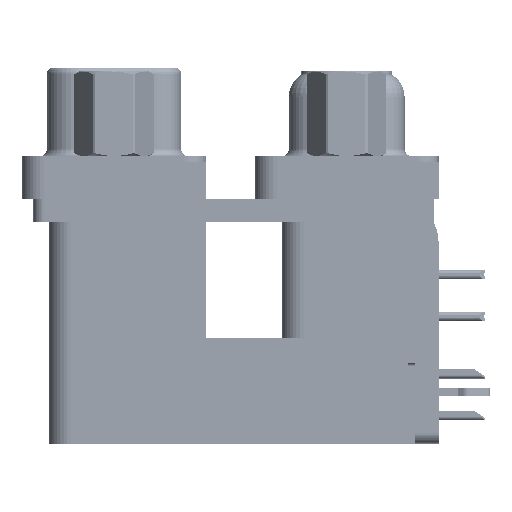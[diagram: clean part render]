
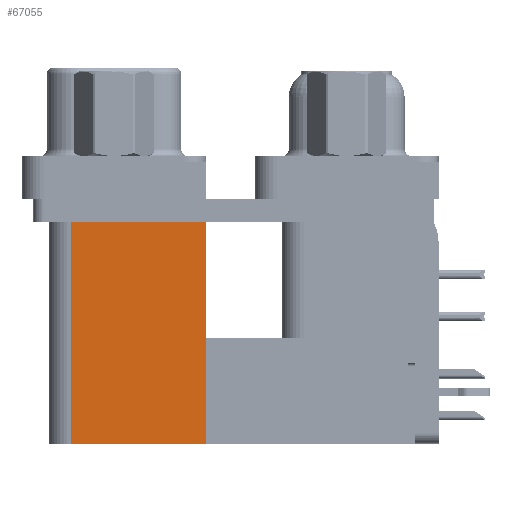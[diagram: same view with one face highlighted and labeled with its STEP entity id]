
A CAD part, left-side view. The second image highlights one B-rep face of the part: STEP entity #67055.
In plain terms, the highlighted planar face has unit normal (-1, 0, 0).
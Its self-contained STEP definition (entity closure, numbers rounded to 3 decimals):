
#5957 = AXIS2_PLACEMENT_3D ( 'NONE', #48187, #31263, #59876 ) ;
#6063 = CARTESIAN_POINT ( 'NONE',  ( 3.79, 18.8, -19.2 ) ) ;
#11342 = CARTESIAN_POINT ( 'NONE',  ( 3.79, 18.8, -2.5 ) ) ;
#14181 = DIRECTION ( 'NONE',  ( 0., 0., 1. ) ) ;
#17459 = ORIENTED_EDGE ( 'NONE', *, *, #41804, .T. ) ;
#17608 = DIRECTION ( 'NONE',  ( 0., 1., 0. ) ) ;
#17697 = CARTESIAN_POINT ( 'NONE',  ( 3.79, 9.6, -19.2 ) ) ;
#22000 = EDGE_CURVE ( 'NONE', #27253, #47003, #51583, .T. ) ;
#23189 = VERTEX_POINT ( 'NONE', #11342 ) ;
#23284 = VECTOR ( 'NONE', #41443, 1000. ) ;
#24670 = VERTEX_POINT ( 'NONE', #68120 ) ;
#24823 = ORIENTED_EDGE ( 'NONE', *, *, #40065, .F. ) ;
#27253 = VERTEX_POINT ( 'NONE', #62141 ) ;
#28915 = LINE ( 'NONE', #45832, #60740 ) ;
#29806 = FACE_OUTER_BOUND ( 'NONE', #40777, .T. ) ;
#31263 = DIRECTION ( 'NONE',  ( 1., 0., 0. ) ) ;
#32257 = CARTESIAN_POINT ( 'NONE',  ( 3.79, 9.6, -19.2 ) ) ;
#32793 = ORIENTED_EDGE ( 'NONE', *, *, #58247, .T. ) ;
#36558 = PLANE ( 'NONE',  #5957 ) ;
#40065 = EDGE_CURVE ( 'NONE', #47003, #23189, #57646, .T. ) ;
#40777 = EDGE_LOOP ( 'NONE', ( #17459, #24823, #42211, #32793 ) ) ;
#41443 = DIRECTION ( 'NONE',  ( 0., 0., 1. ) ) ;
#41804 = EDGE_CURVE ( 'NONE', #24670, #23189, #28915, .T. ) ;
#42044 = DIRECTION ( 'NONE',  ( 0., 1., 0. ) ) ;
#42211 = ORIENTED_EDGE ( 'NONE', *, *, #22000, .F. ) ;
#45832 = CARTESIAN_POINT ( 'NONE',  ( 3.79, 9.6, -2.5 ) ) ;
#47003 = VERTEX_POINT ( 'NONE', #69158 ) ;
#48187 = CARTESIAN_POINT ( 'NONE',  ( 3.79, 9.6, -19.2 ) ) ;
#48808 = LINE ( 'NONE', #32257, #57415 ) ;
#50535 = VECTOR ( 'NONE', #42044, 1000. ) ;
#51583 = LINE ( 'NONE', #17697, #50535 ) ;
#57415 = VECTOR ( 'NONE', #14181, 1000. ) ;
#57646 = LINE ( 'NONE', #6063, #23284 ) ;
#58247 = EDGE_CURVE ( 'NONE', #27253, #24670, #48808, .T. ) ;
#59876 = DIRECTION ( 'NONE',  ( 0., 0., -1. ) ) ;
#60740 = VECTOR ( 'NONE', #17608, 1000. ) ;
#62141 = CARTESIAN_POINT ( 'NONE',  ( 3.79, 9.6, -19.2 ) ) ;
#67055 = ADVANCED_FACE ( 'NONE', ( #29806 ), #36558, .F. ) ;
#68120 = CARTESIAN_POINT ( 'NONE',  ( 3.79, 9.6, -2.5 ) ) ;
#69158 = CARTESIAN_POINT ( 'NONE',  ( 3.79, 18.8, -19.2 ) ) ;
